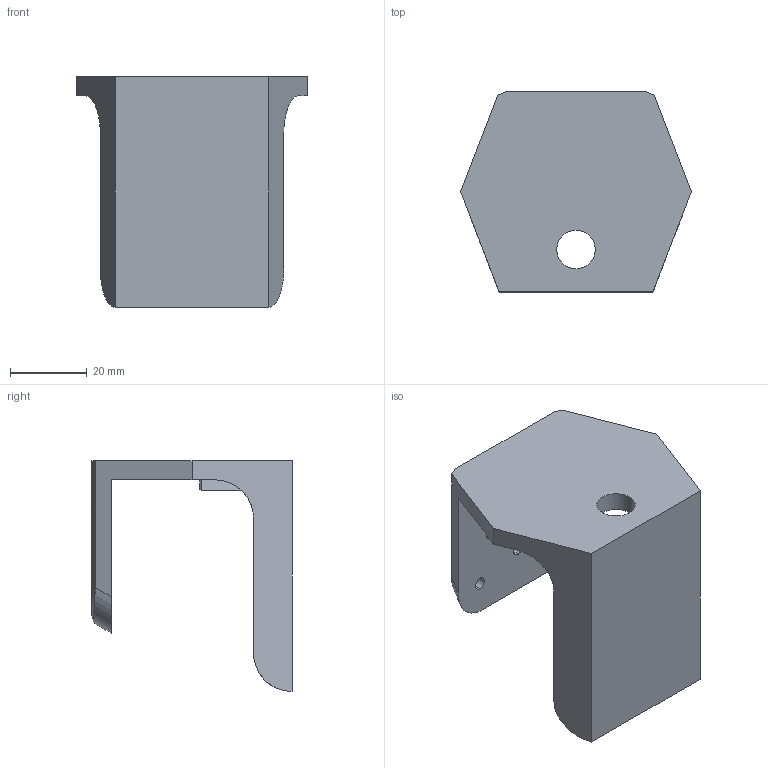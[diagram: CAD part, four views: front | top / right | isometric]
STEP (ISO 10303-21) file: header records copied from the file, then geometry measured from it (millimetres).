
FILE_DESCRIPTION (( 'STEP AP203' ), '1' );
FILE_NAME ('怢ヵ殤.S', '2024-09-26T01:18:22', ( '' ), ( '' ), 'SwSTEP 2.0', 'SolidWorks 2022', '' );
FILE_SCHEMA (( 'CONFIG_CONTROL_DESIGN' ));
Length unit declared in the file: millimetre
Products named in the file (1): ﾌｨﾇｯｼﾜ｡･_ｨｹ_｣､_｡ｧ1
Bounding box: 60 x 52 x 60 mm (x, y, z)
Volume: 32435.7 mm3; surface area: 16633.7 mm2
Topology: 1 solids, 1 shells, 57 faces, 157 edges, 102 vertices
Faces by surface type: plane 32, cylinder 23, bspline 2
Entity records: 2088 total; most frequent: CARTESIAN_POINT 541, ORIENTED_EDGE 314, DIRECTION 287, EDGE_CURVE 157, LINE 103, VECTOR 103, VERTEX_POINT 102, AXIS2_PLACEMENT_3D 92
